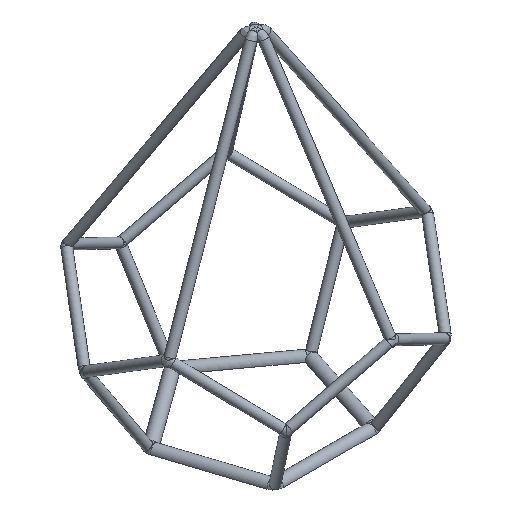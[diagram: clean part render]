
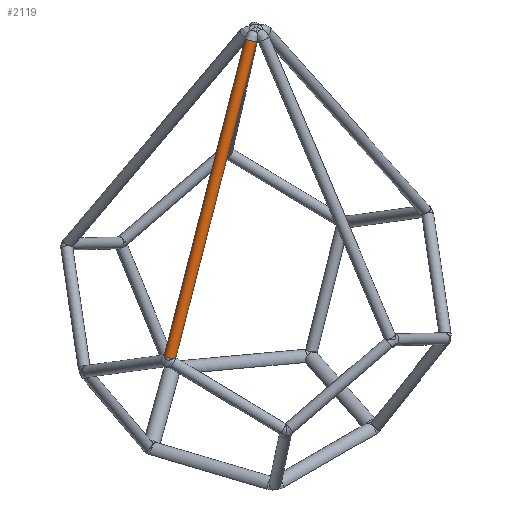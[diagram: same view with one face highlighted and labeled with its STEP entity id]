
A CAD part, isometric view. The second image highlights one B-rep face of the part: STEP entity #2119.
In plain terms, the highlighted cylindrical face has radius 2.5 mm (diameter 5 mm), a full revolution.
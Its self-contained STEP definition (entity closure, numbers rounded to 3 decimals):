
#88=CYLINDRICAL_SURFACE('',#2369,2.5);
#283=FACE_OUTER_BOUND('',#405,.T.);
#405=EDGE_LOOP('',(#1967,#1968,#1969,#1970,#1971,#1972,#1973,#1974,#1975,
#1976,#1977,#1978));
#437=LINE('',#5622,#467);
#467=VECTOR('',#2873,2.5);
#576=B_SPLINE_CURVE_WITH_KNOTS('',3,(#5080,#5081,#5082,#5083,#5084,#5085,
#5086,#5087,#5088,#5089),.UNSPECIFIED.,.F.,.F.,(4,2,2,2,4),(2.62,
2.66,2.738,2.811,2.882),
 .UNSPECIFIED.);
#580=B_SPLINE_CURVE_WITH_KNOTS('',3,(#5162,#5163,#5164,#5165,#5166,#5167,
#5168,#5169),.UNSPECIFIED.,.F.,.F.,(4,2,2,4),(0.615,0.648,
0.796,0.858),.UNSPECIFIED.);
#582=B_SPLINE_CURVE_WITH_KNOTS('',3,(#5195,#5196,#5197,#5198,#5199,#5200,
#5201,#5202),.UNSPECIFIED.,.F.,.F.,(4,2,2,4),(2.473,2.476,
2.634,2.728),.UNSPECIFIED.);
#583=B_SPLINE_CURVE_WITH_KNOTS('',3,(#5203,#5204,#5205,#5206),
 .UNSPECIFIED.,.F.,.F.,(4,4),(2.434,2.473),
 .UNSPECIFIED.);
#586=B_SPLINE_CURVE_WITH_KNOTS('',3,(#5244,#5245,#5246,#5247,#5248,#5249,
#5250,#5251,#5252,#5253),.UNSPECIFIED.,.F.,.F.,(4,2,2,2,4),(0.271,
0.334,0.415,0.499,0.533),
 .UNSPECIFIED.);
#719=CIRCLE('',#2314,2.5);
#720=CIRCLE('',#2315,2.5);
#721=CIRCLE('',#2316,2.5);
#746=CIRCLE('',#2370,2.5);
#747=CIRCLE('',#2371,2.5);
#918=VERTEX_POINT('',#5077);
#919=VERTEX_POINT('',#5079);
#924=VERTEX_POINT('',#5159);
#925=VERTEX_POINT('',#5161);
#926=VERTEX_POINT('',#5170);
#927=VERTEX_POINT('',#5194);
#931=VERTEX_POINT('',#5231);
#932=VERTEX_POINT('',#5307);
#945=VERTEX_POINT('',#5492);
#954=VERTEX_POINT('',#5621);
#1225=EDGE_CURVE('',#919,#918,#576,.T.);
#1234=EDGE_CURVE('',#925,#924,#580,.T.);
#1236=EDGE_CURVE('',#927,#926,#582,.T.);
#1237=EDGE_CURVE('',#918,#927,#583,.T.);
#1245=EDGE_CURVE('',#924,#931,#586,.T.);
#1251=EDGE_CURVE('',#919,#932,#719,.T.);
#1252=EDGE_CURVE('',#925,#926,#720,.T.);
#1253=EDGE_CURVE('',#932,#931,#721,.T.);
#1297=EDGE_CURVE('',#927,#954,#437,.T.);
#1298=EDGE_CURVE('',#954,#945,#746,.T.);
#1299=EDGE_CURVE('',#945,#954,#747,.T.);
#1967=ORIENTED_EDGE('',*,*,#1245,.T.);
#1968=ORIENTED_EDGE('',*,*,#1253,.F.);
#1969=ORIENTED_EDGE('',*,*,#1251,.F.);
#1970=ORIENTED_EDGE('',*,*,#1225,.T.);
#1971=ORIENTED_EDGE('',*,*,#1237,.T.);
#1972=ORIENTED_EDGE('',*,*,#1297,.T.);
#1973=ORIENTED_EDGE('',*,*,#1298,.T.);
#1974=ORIENTED_EDGE('',*,*,#1299,.T.);
#1975=ORIENTED_EDGE('',*,*,#1297,.F.);
#1976=ORIENTED_EDGE('',*,*,#1236,.T.);
#1977=ORIENTED_EDGE('',*,*,#1252,.F.);
#1978=ORIENTED_EDGE('',*,*,#1234,.T.);
#2119=ADVANCED_FACE('',(#283),#88,.T.);
#2314=AXIS2_PLACEMENT_3D('',#5319,#2757,#2758);
#2315=AXIS2_PLACEMENT_3D('',#5335,#2759,#2760);
#2316=AXIS2_PLACEMENT_3D('',#5345,#2761,#2762);
#2369=AXIS2_PLACEMENT_3D('',#5620,#2871,#2872);
#2370=AXIS2_PLACEMENT_3D('',#5623,#2874,#2875);
#2371=AXIS2_PLACEMENT_3D('',#5624,#2876,#2877);
#2757=DIRECTION('center_axis',(-0.517,-0.168,-0.839));
#2758=DIRECTION('ref_axis',(0.309,-0.951,0.));
#2759=DIRECTION('center_axis',(-0.517,-0.168,-0.839));
#2760=DIRECTION('ref_axis',(0.309,-0.951,0.));
#2761=DIRECTION('center_axis',(-0.517,-0.168,-0.839));
#2762=DIRECTION('ref_axis',(0.309,-0.951,0.));
#2871=DIRECTION('center_axis',(-0.517,-0.168,-0.839));
#2872=DIRECTION('ref_axis',(0.309,-0.951,0.));
#2873=DIRECTION('',(0.517,0.168,0.839));
#2874=DIRECTION('center_axis',(-0.517,-0.168,-0.839));
#2875=DIRECTION('ref_axis',(0.309,-0.951,0.));
#2876=DIRECTION('center_axis',(-0.517,-0.168,-0.839));
#2877=DIRECTION('ref_axis',(0.309,-0.951,0.));
#5077=CARTESIAN_POINT('',(-76.327,-22.181,82.008));
#5079=CARTESIAN_POINT('',(-74.517,-23.106,80.445));
#5080=CARTESIAN_POINT('Ctrl Pts',(-74.517,-23.106,80.445));
#5081=CARTESIAN_POINT('Ctrl Pts',(-74.55,-23.005,80.536));
#5082=CARTESIAN_POINT('Ctrl Pts',(-74.594,-22.906,80.628));
#5083=CARTESIAN_POINT('Ctrl Pts',(-74.757,-22.629,80.899));
#5084=CARTESIAN_POINT('Ctrl Pts',(-74.909,-22.471,81.077));
#5085=CARTESIAN_POINT('Ctrl Pts',(-75.247,-22.254,81.384));
#5086=CARTESIAN_POINT('Ctrl Pts',(-75.453,-22.176,81.537));
#5087=CARTESIAN_POINT('Ctrl Pts',(-75.888,-22.118,81.801));
#5088=CARTESIAN_POINT('Ctrl Pts',(-76.115,-22.133,81.915));
#5089=CARTESIAN_POINT('Ctrl Pts',(-76.327,-22.181,82.008));
#5159=CARTESIAN_POINT('',(-74.787,-26.919,82.008));
#5161=CARTESIAN_POINT('',(-76.344,-27.074,82.366));
#5162=CARTESIAN_POINT('Ctrl Pts',(-76.344,-27.074,82.366));
#5163=CARTESIAN_POINT('Ctrl Pts',(-76.272,-27.085,82.364));
#5164=CARTESIAN_POINT('Ctrl Pts',(-76.198,-27.094,82.359));
#5165=CARTESIAN_POINT('Ctrl Pts',(-75.793,-27.132,82.324));
#5166=CARTESIAN_POINT('Ctrl Pts',(-75.464,-27.115,82.257));
#5167=CARTESIAN_POINT('Ctrl Pts',(-75.028,-27.01,82.111));
#5168=CARTESIAN_POINT('Ctrl Pts',(-74.904,-26.969,82.062));
#5169=CARTESIAN_POINT('Ctrl Pts',(-74.787,-26.919,82.008));
#5170=CARTESIAN_POINT('',(-77.677,-22.971,82.366));
#5194=CARTESIAN_POINT('',(-76.522,-22.235,82.089));
#5195=CARTESIAN_POINT('Ctrl Pts',(-76.522,-22.235,82.089));
#5196=CARTESIAN_POINT('Ctrl Pts',(-76.527,-22.236,82.091));
#5197=CARTESIAN_POINT('Ctrl Pts',(-76.532,-22.238,82.093));
#5198=CARTESIAN_POINT('Ctrl Pts',(-76.798,-22.326,82.196));
#5199=CARTESIAN_POINT('Ctrl Pts',(-77.05,-22.462,82.271));
#5200=CARTESIAN_POINT('Ctrl Pts',(-77.423,-22.735,82.343));
#5201=CARTESIAN_POINT('Ctrl Pts',(-77.554,-22.849,82.36));
#5202=CARTESIAN_POINT('Ctrl Pts',(-77.677,-22.971,82.366));
#5203=CARTESIAN_POINT('Ctrl Pts',(-76.327,-22.181,82.008));
#5204=CARTESIAN_POINT('Ctrl Pts',(-76.392,-22.196,82.037));
#5205=CARTESIAN_POINT('Ctrl Pts',(-76.457,-22.214,82.064));
#5206=CARTESIAN_POINT('Ctrl Pts',(-76.522,-22.235,82.089));
#5231=CARTESIAN_POINT('',(-73.867,-25.107,80.445));
#5244=CARTESIAN_POINT('Ctrl Pts',(-74.787,-26.919,82.008));
#5245=CARTESIAN_POINT('Ctrl Pts',(-74.605,-26.84,81.923));
#5246=CARTESIAN_POINT('Ctrl Pts',(-74.431,-26.734,81.822));
#5247=CARTESIAN_POINT('Ctrl Pts',(-74.101,-26.443,81.565));
#5248=CARTESIAN_POINT('Ctrl Pts',(-73.964,-26.244,81.399));
#5249=CARTESIAN_POINT('Ctrl Pts',(-73.805,-25.837,81.065));
#5250=CARTESIAN_POINT('Ctrl Pts',(-73.777,-25.604,80.875));
#5251=CARTESIAN_POINT('Ctrl Pts',(-73.817,-25.286,80.604));
#5252=CARTESIAN_POINT('Ctrl Pts',(-73.838,-25.194,80.524));
#5253=CARTESIAN_POINT('Ctrl Pts',(-73.867,-25.107,80.445));
#5307=CARTESIAN_POINT('',(-74.007,-24.046,80.319));
#5319=CARTESIAN_POINT('Origin',(-76.002,-24.695,81.679));
#5335=CARTESIAN_POINT('Origin',(-76.002,-24.695,81.679));
#5345=CARTESIAN_POINT('Origin',(-76.002,-24.695,81.679));
#5492=CARTESIAN_POINT('',(-2.378,-0.773,196.545));
#5620=CARTESIAN_POINT('Origin',(-4.373,-1.421,197.904));
#5621=CARTESIAN_POINT('',(-5.146,0.957,197.904));
#5622=CARTESIAN_POINT('',(-5.146,0.957,197.904));
#5623=CARTESIAN_POINT('Origin',(-4.373,-1.421,197.904));
#5624=CARTESIAN_POINT('Origin',(-4.373,-1.421,197.904));
